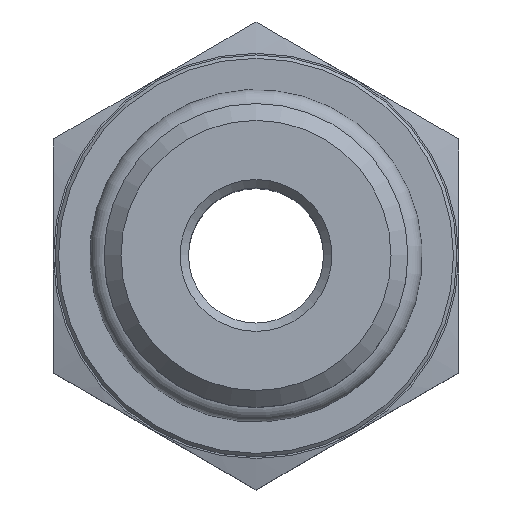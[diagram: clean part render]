
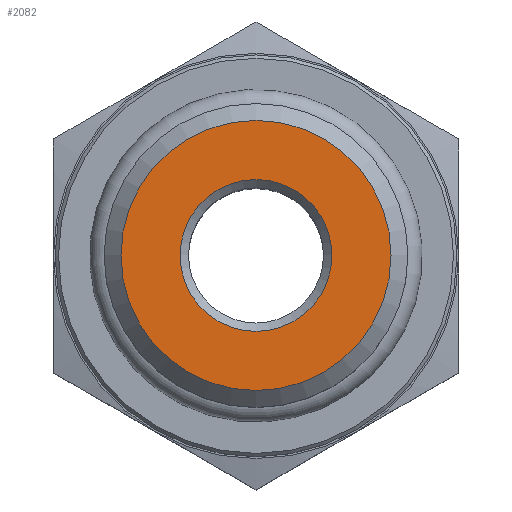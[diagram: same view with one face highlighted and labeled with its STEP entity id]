
A CAD part, top view. The second image highlights one B-rep face of the part: STEP entity #2082.
In plain terms, the highlighted planar face has unit normal (0, 0, 1).
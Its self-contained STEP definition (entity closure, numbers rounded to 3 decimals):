
#2051=CARTESIAN_POINT('',(4.5,0.,32.0));
#2052=VERTEX_POINT('',#2051);
#2053=CARTESIAN_POINT('',(0.0,0.0,32.0));
#2054=DIRECTION('',(0.0,0.0,1.0));
#2055=DIRECTION('',(-1.0,0.0,0.0));
#2056=AXIS2_PLACEMENT_3D('',#2053,#2054,#2055);
#2057=CIRCLE('',#2056,4.5);
#2058=EDGE_CURVE('',#2052,#2052,#2057,.T.);
#2063=CARTESIAN_POINT('',(0.,0.,32.0));
#2064=DIRECTION('',(0.0,0.0,1.0));
#2065=DIRECTION('',(1.0,0.0,0.0));
#2066=AXIS2_PLACEMENT_3D('',#2063,#2064,#2065);
#2067=PLANE('',#2066);
#2068=CARTESIAN_POINT('',(8.0,0.,32.0));
#2069=VERTEX_POINT('',#2068);
#2070=CARTESIAN_POINT('',(0.0,0.0,32.0));
#2071=DIRECTION('',(0.0,0.0,-1.0));
#2072=DIRECTION('',(-1.0,0.0,0.0));
#2073=AXIS2_PLACEMENT_3D('',#2070,#2071,#2072);
#2074=CIRCLE('',#2073,8.0);
#2075=EDGE_CURVE('',#2069,#2069,#2074,.T.);
#2076=ORIENTED_EDGE('',*,*,#2075,.F.);
#2077=EDGE_LOOP('',(#2076));
#2078=FACE_OUTER_BOUND('',#2077,.T.);
#2079=ORIENTED_EDGE('',*,*,#2058,.F.);
#2080=EDGE_LOOP('',(#2079));
#2081=FACE_BOUND('',#2080,.T.);
#2082=ADVANCED_FACE('',(#2078,#2081),#2067,.T.);
